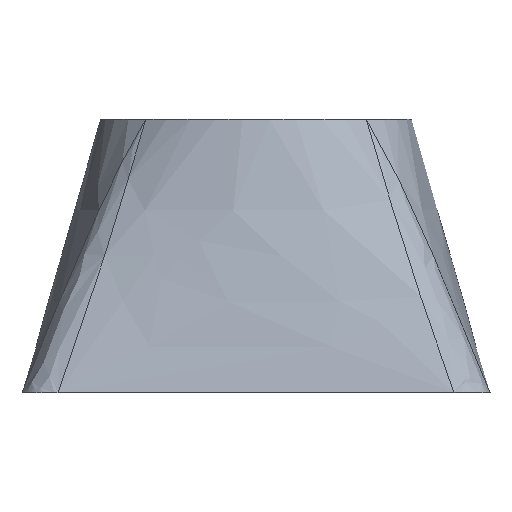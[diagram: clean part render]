
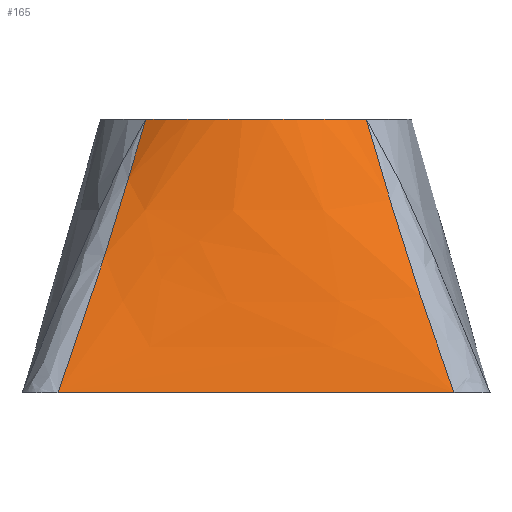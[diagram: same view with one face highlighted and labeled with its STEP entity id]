
A CAD part, front view. The second image highlights one B-rep face of the part: STEP entity #165.
In plain terms, the highlighted free-form (B-spline) face has degree [3, 3] with [7, 4] control points.
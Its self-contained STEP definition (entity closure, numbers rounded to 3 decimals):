
#20=CIRCLE('',#190,20.);
#26=LINE('',#326,#31);
#31=VECTOR('',#202,10.);
#37=FACE_OUTER_BOUND('',#49,.T.);
#49=EDGE_LOOP('',(#113,#114,#115,#116));
#62=B_SPLINE_CURVE_WITH_KNOTS('',3,(#281,#282,#283,#284,#285,#286,#287,
#288),.UNSPECIFIED.,.F.,.F.,(4,1,1,2,4),(0.,2.35,
3.156,3.963,3.965),.UNSPECIFIED.);
#64=B_SPLINE_CURVE_WITH_KNOTS('',3,(#328,#329,#330,#331,#332,#333,#334,
#335,#336,#337,#338),.UNSPECIFIED.,.F.,.F.,(4,2,1,1,1,1,1,4),(-3.965,
-3.963,-3.156,-2.35,-1.946,
-1.543,-0.736,0.),.UNSPECIFIED.);
#74=VERTEX_POINT('',#269);
#75=VERTEX_POINT('',#280);
#76=VERTEX_POINT('',#325);
#77=VERTEX_POINT('',#327);
#88=EDGE_CURVE('',#74,#75,#62,.T.);
#90=EDGE_CURVE('',#76,#74,#26,.T.);
#91=EDGE_CURVE('',#77,#76,#64,.T.);
#92=EDGE_CURVE('',#77,#75,#20,.T.);
#113=ORIENTED_EDGE('',*,*,#88,.F.);
#114=ORIENTED_EDGE('',*,*,#90,.F.);
#115=ORIENTED_EDGE('',*,*,#91,.F.);
#116=ORIENTED_EDGE('',*,*,#92,.T.);
#157=B_SPLINE_SURFACE_WITH_KNOTS('',3,3,((#297,#298,#299,#300),(#301,#302,
#303,#304),(#305,#306,#307,#308),(#309,#310,#311,#312),(#313,#314,#315,
#316),(#317,#318,#319,#320),(#321,#322,#323,#324)),.UNSPECIFIED.,.F.,.F.,
 .F.,(4,1,1,1,4),(4,4),(0.,0.286,0.571,0.857,
1.),(0.,1.),.UNSPECIFIED.);
#165=ADVANCED_FACE('',(#37),#157,.F.);
#190=AXIS2_PLACEMENT_3D('',#339,#203,#204);
#202=DIRECTION('',(-1.,0.,0.));
#203=DIRECTION('center_axis',(0.,0.,-1.));
#204=DIRECTION('ref_axis',(1.,0.,0.));
#269=CARTESIAN_POINT('',(-25.369,-30.,0.));
#280=CARTESIAN_POINT('',(-14.142,-14.142,35.));
#281=CARTESIAN_POINT('Ctrl Pts',(-25.369,-30.,0.));
#282=CARTESIAN_POINT('Ctrl Pts',(-22.899,-27.199,6.885));
#283=CARTESIAN_POINT('Ctrl Pts',(-19.723,-23.437,16.187));
#284=CARTESIAN_POINT('Ctrl Pts',(-16.213,-18.078,27.924));
#285=CARTESIAN_POINT('Ctrl Pts',(-14.862,-15.542,32.659));
#286=CARTESIAN_POINT('Ctrl Pts',(-14.147,-14.151,34.986));
#287=CARTESIAN_POINT('Ctrl Pts',(-14.144,-14.146,34.993));
#288=CARTESIAN_POINT('Ctrl Pts',(-14.142,-14.142,35.));
#297=CARTESIAN_POINT('Ctrl Pts',(30.,-30.,0.));
#298=CARTESIAN_POINT('Ctrl Pts',(24.714,-24.714,11.667));
#299=CARTESIAN_POINT('Ctrl Pts',(19.428,-19.428,23.333));
#300=CARTESIAN_POINT('Ctrl Pts',(14.142,-14.142,35.));
#301=CARTESIAN_POINT('Ctrl Pts',(24.286,-30.,0.));
#302=CARTESIAN_POINT('Ctrl Pts',(20.2,-25.42,11.667));
#303=CARTESIAN_POINT('Ctrl Pts',(16.112,-20.838,23.333));
#304=CARTESIAN_POINT('Ctrl Pts',(12.026,-16.258,35.));
#305=CARTESIAN_POINT('Ctrl Pts',(12.857,-30.,0.));
#306=CARTESIAN_POINT('Ctrl Pts',(10.848,-26.508,11.667));
#307=CARTESIAN_POINT('Ctrl Pts',(8.84,-23.014,23.333));
#308=CARTESIAN_POINT('Ctrl Pts',(6.831,-19.522,35.));
#309=CARTESIAN_POINT('Ctrl Pts',(-4.286,-30.,0.));
#310=CARTESIAN_POINT('Ctrl Pts',(-3.629,-26.851,11.667));
#311=CARTESIAN_POINT('Ctrl Pts',(-2.973,-23.703,23.333));
#312=CARTESIAN_POINT('Ctrl Pts',(-2.317,-20.554,35.));
#313=CARTESIAN_POINT('Ctrl Pts',(-18.571,-30.,0.));
#314=CARTESIAN_POINT('Ctrl Pts',(-15.566,-26.007,11.667));
#315=CARTESIAN_POINT('Ctrl Pts',(-12.561,-22.013,23.333));
#316=CARTESIAN_POINT('Ctrl Pts',(-9.556,-18.02,35.));
#317=CARTESIAN_POINT('Ctrl Pts',(-27.143,-30.,0.));
#318=CARTESIAN_POINT('Ctrl Pts',(-22.456,-25.066,11.667));
#319=CARTESIAN_POINT('Ctrl Pts',(-17.771,-20.134,23.333));
#320=CARTESIAN_POINT('Ctrl Pts',(-13.084,-15.2,35.));
#321=CARTESIAN_POINT('Ctrl Pts',(-30.,-30.,0.));
#322=CARTESIAN_POINT('Ctrl Pts',(-24.714,-24.714,11.667));
#323=CARTESIAN_POINT('Ctrl Pts',(-19.428,-19.428,23.333));
#324=CARTESIAN_POINT('Ctrl Pts',(-14.142,-14.142,35.));
#325=CARTESIAN_POINT('',(25.369,-30.,0.));
#326=CARTESIAN_POINT('',(30.,-30.,0.));
#327=CARTESIAN_POINT('',(14.142,-14.142,35.));
#328=CARTESIAN_POINT('Ctrl Pts',(14.142,-14.142,35.));
#329=CARTESIAN_POINT('Ctrl Pts',(14.144,-14.146,34.993));
#330=CARTESIAN_POINT('Ctrl Pts',(14.147,-14.151,34.986));
#331=CARTESIAN_POINT('Ctrl Pts',(14.861,-15.543,32.659));
#332=CARTESIAN_POINT('Ctrl Pts',(16.213,-18.071,27.923));
#333=CARTESIAN_POINT('Ctrl Pts',(17.999,-20.812,21.952));
#334=CARTESIAN_POINT('Ctrl Pts',(19.503,-22.889,17.182));
#335=CARTESIAN_POINT('Ctrl Pts',(21.052,-24.906,12.417));
#336=CARTESIAN_POINT('Ctrl Pts',(22.996,-27.275,6.685));
#337=CARTESIAN_POINT('Ctrl Pts',(24.595,-29.122,2.157));
#338=CARTESIAN_POINT('Ctrl Pts',(25.369,-30.,0.));
#339=CARTESIAN_POINT('Origin',(0.,0.,35.));
